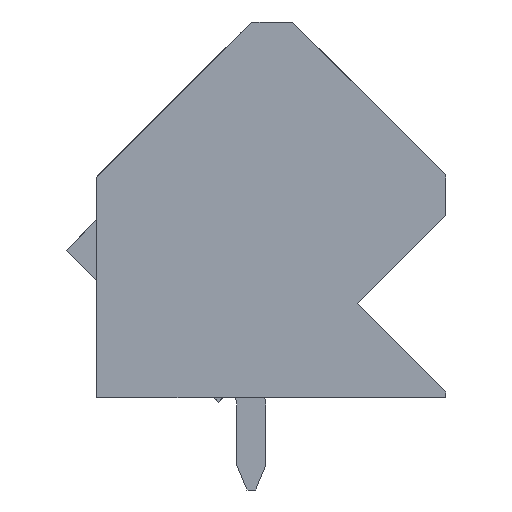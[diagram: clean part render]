
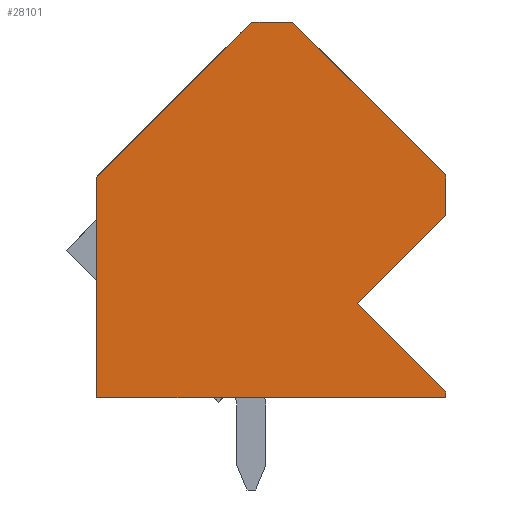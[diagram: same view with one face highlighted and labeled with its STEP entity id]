
A CAD part, left-side view. The second image highlights one B-rep face of the part: STEP entity #28101.
In plain terms, the highlighted planar face has unit normal (-1, 0, 0).
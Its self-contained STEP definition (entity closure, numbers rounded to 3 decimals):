
#28064=AXIS2_PLACEMENT_3D('Plane Axis2P3D',#28061,#28062,#28063) ;
#27910=CARTESIAN_POINT('Vertex',(0.,6.718,16.228)) ;
#27913=CARTESIAN_POINT('Line Origine',(0.,6.01,16.228)) ;
#27917=CARTESIAN_POINT('Vertex',(0.,5.303,16.228)) ;
#27953=CARTESIAN_POINT('Vertex',(0.,0.001,3.4)) ;
#27956=CARTESIAN_POINT('Line Origine',(0.,0.,3.3)) ;
#27960=CARTESIAN_POINT('Vertex',(0.,0.,3.2)) ;
#27986=CARTESIAN_POINT('Vertex',(0.,3.055,6.455)) ;
#27989=CARTESIAN_POINT('Line Origine',(0.,1.528,4.927)) ;
#28012=CARTESIAN_POINT('Vertex',(0.,0.,9.51)) ;
#28015=CARTESIAN_POINT('Line Origine',(0.,1.528,7.983)) ;
#28045=CARTESIAN_POINT('Vertex',(0.,0.,10.924)) ;
#28048=CARTESIAN_POINT('Line Origine',(0.,0.,10.217)) ;
#28061=CARTESIAN_POINT('Axis2P3D Location',(0.,0.,0.)) ;
#28066=CARTESIAN_POINT('Line Origine',(0.,9.405,13.54)) ;
#28070=CARTESIAN_POINT('Vertex',(0.,12.092,10.853)) ;
#28073=CARTESIAN_POINT('Line Origine',(0.,12.093,7.027)) ;
#28077=CARTESIAN_POINT('Vertex',(0.,12.093,3.2)) ;
#28080=CARTESIAN_POINT('Line Origine',(0.,6.046,3.2)) ;
#28085=CARTESIAN_POINT('Line Origine',(0.,2.652,13.576)) ;
#27914=DIRECTION('Vector Direction',(0.,-1.,0.)) ;
#27957=DIRECTION('Vector Direction',(0.,-0.004,-1.)) ;
#27990=DIRECTION('Vector Direction',(0.,-0.707,-0.707)) ;
#28016=DIRECTION('Vector Direction',(0.,0.707,-0.707)) ;
#28049=DIRECTION('Vector Direction',(0.,0.,-1.)) ;
#28062=DIRECTION('Axis2P3D Direction',(-1.,0.,0.)) ;
#28063=DIRECTION('Axis2P3D XDirection',(0.,0.,1.)) ;
#28067=DIRECTION('Vector Direction',(0.,-0.707,0.707)) ;
#28074=DIRECTION('Vector Direction',(0.,0.,1.)) ;
#28081=DIRECTION('Vector Direction',(0.,1.,0.)) ;
#28086=DIRECTION('Vector Direction',(0.,-0.707,-0.707)) ;
#27915=VECTOR('Line Direction',#27914,1.) ;
#27958=VECTOR('Line Direction',#27957,1.) ;
#27991=VECTOR('Line Direction',#27990,1.) ;
#28017=VECTOR('Line Direction',#28016,1.) ;
#28050=VECTOR('Line Direction',#28049,1.) ;
#28068=VECTOR('Line Direction',#28067,1.) ;
#28075=VECTOR('Line Direction',#28074,1.) ;
#28082=VECTOR('Line Direction',#28081,1.) ;
#28087=VECTOR('Line Direction',#28086,1.) ;
#28091=ORIENTED_EDGE('',*,*,#27919,.T.) ;
#28092=ORIENTED_EDGE('',*,*,#28072,.T.) ;
#28093=ORIENTED_EDGE('',*,*,#28079,.T.) ;
#28094=ORIENTED_EDGE('',*,*,#28084,.T.) ;
#28095=ORIENTED_EDGE('',*,*,#27962,.T.) ;
#28096=ORIENTED_EDGE('',*,*,#27993,.T.) ;
#28097=ORIENTED_EDGE('',*,*,#28019,.T.) ;
#28098=ORIENTED_EDGE('',*,*,#28052,.T.) ;
#28099=ORIENTED_EDGE('',*,*,#28089,.T.) ;
#28101=ADVANCED_FACE('HOUSING',(#28100),#28065,.T.) ;
#27919=EDGE_CURVE('',#27918,#27911,#27916,.F.) ;
#27962=EDGE_CURVE('',#27961,#27954,#27959,.F.) ;
#27993=EDGE_CURVE('',#27954,#27987,#27992,.F.) ;
#28019=EDGE_CURVE('',#27987,#28013,#28018,.F.) ;
#28052=EDGE_CURVE('',#28013,#28046,#28051,.F.) ;
#28072=EDGE_CURVE('',#27911,#28071,#28069,.F.) ;
#28079=EDGE_CURVE('',#28071,#28078,#28076,.F.) ;
#28084=EDGE_CURVE('',#28078,#27961,#28083,.F.) ;
#28089=EDGE_CURVE('',#28046,#27918,#28088,.F.) ;
#28090=EDGE_LOOP('',(#28091,#28092,#28093,#28094,#28095,#28096,#28097,#28098,#28099)) ;
#28100=FACE_OUTER_BOUND('',#28090,.T.) ;
#27916=LINE('Line',#27913,#27915) ;
#27959=LINE('Line',#27956,#27958) ;
#27992=LINE('Line',#27989,#27991) ;
#28018=LINE('Line',#28015,#28017) ;
#28051=LINE('Line',#28048,#28050) ;
#28069=LINE('Line',#28066,#28068) ;
#28076=LINE('Line',#28073,#28075) ;
#28083=LINE('Line',#28080,#28082) ;
#28088=LINE('Line',#28085,#28087) ;
#28065=PLANE('',#28064) ;
#27911=VERTEX_POINT('',#27910) ;
#27918=VERTEX_POINT('',#27917) ;
#27954=VERTEX_POINT('',#27953) ;
#27961=VERTEX_POINT('',#27960) ;
#27987=VERTEX_POINT('',#27986) ;
#28013=VERTEX_POINT('',#28012) ;
#28046=VERTEX_POINT('',#28045) ;
#28071=VERTEX_POINT('',#28070) ;
#28078=VERTEX_POINT('',#28077) ;
